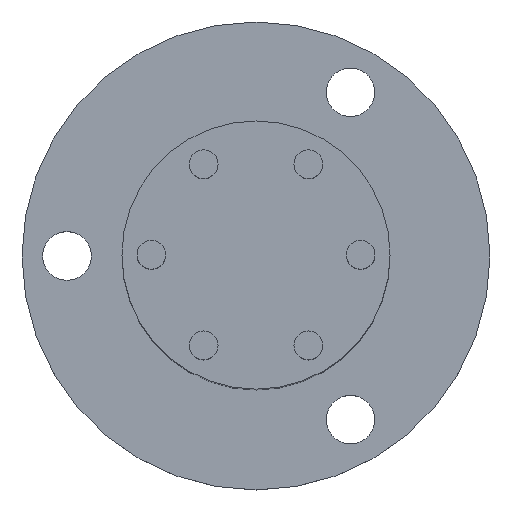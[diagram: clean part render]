
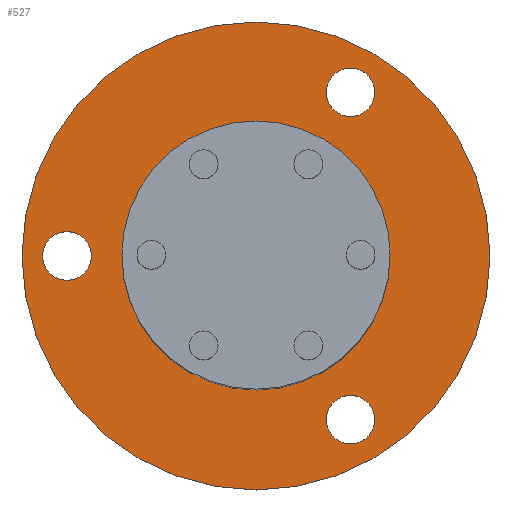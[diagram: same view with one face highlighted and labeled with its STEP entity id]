
A CAD part, top view. The second image highlights one B-rep face of the part: STEP entity #527.
In plain terms, the highlighted planar face has unit normal (0, 0, 1).
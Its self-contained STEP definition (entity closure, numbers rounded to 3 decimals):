
#10 = CARTESIAN_POINT ( 'NONE',  ( 10.5, -18.187, 16.3 ) ) ;
#14 = DIRECTION ( 'NONE',  ( 0., 0., -1. ) ) ;
#54 = DIRECTION ( 'NONE',  ( 0., 0., 1. ) ) ;
#69 = CIRCLE ( 'NONE', #354, 2.7 ) ;
#82 = AXIS2_PLACEMENT_3D ( 'NONE', #843, #401, #1438 ) ;
#124 = ORIENTED_EDGE ( 'NONE', *, *, #1736, .F. ) ;
#132 = VERTEX_POINT ( 'NONE', #304 ) ;
#146 = DIRECTION ( 'NONE',  ( 0., 0., 1. ) ) ;
#153 = DIRECTION ( 'NONE',  ( -1., 0., 0. ) ) ;
#187 = AXIS2_PLACEMENT_3D ( 'NONE', #564, #1595, #714 ) ;
#189 = VERTEX_POINT ( 'NONE', #730 ) ;
#193 = CARTESIAN_POINT ( 'NONE',  ( -14.9, 0., 16.3 ) ) ;
#199 = AXIS2_PLACEMENT_3D ( 'NONE', #928, #54, #1076 ) ;
#218 = VERTEX_POINT ( 'NONE', #906 ) ;
#222 = VERTEX_POINT ( 'NONE', #1066 ) ;
#228 = CIRCLE ( 'NONE', #199, 2.7 ) ;
#238 = CIRCLE ( 'NONE', #187, 14.9 ) ;
#263 = AXIS2_PLACEMENT_3D ( 'NONE', #1333, #446, #1483 ) ;
#268 = CIRCLE ( 'NONE', #644, 2.7 ) ;
#289 = CARTESIAN_POINT ( 'NONE',  ( 7.8, -18.187, 16.3 ) ) ;
#294 = AXIS2_PLACEMENT_3D ( 'NONE', #1026, #146, #1174 ) ;
#304 = CARTESIAN_POINT ( 'NONE',  ( 26., 0., 16.3 ) ) ;
#319 = VERTEX_POINT ( 'NONE', #1470 ) ;
#354 = AXIS2_PLACEMENT_3D ( 'NONE', #1560, #672, #1703 ) ;
#393 = CARTESIAN_POINT ( 'NONE',  ( 0., 0., 16.3 ) ) ;
#401 = DIRECTION ( 'NONE',  ( 0., 0., -1. ) ) ;
#413 = EDGE_CURVE ( 'NONE', #319, #218, #228, .T. ) ;
#417 = EDGE_LOOP ( 'NONE', ( #1303, #1523 ) ) ;
#433 = VERTEX_POINT ( 'NONE', #1222 ) ;
#446 = DIRECTION ( 'NONE',  ( 0., 0., -1. ) ) ;
#461 = EDGE_CURVE ( 'NONE', #218, #319, #1407, .T. ) ;
#527 = ADVANCED_FACE ( 'NONE', ( #1840, #740, #1526, #1082, #675 ), #1135, .F. ) ;
#539 = DIRECTION ( 'NONE',  ( -1., 0., 0. ) ) ;
#544 = EDGE_CURVE ( 'NONE', #1889, #1369, #238, .T. ) ;
#551 = CARTESIAN_POINT ( 'NONE',  ( 14.9, 0., 16.3 ) ) ;
#564 = CARTESIAN_POINT ( 'NONE',  ( 0., 0., 16.3 ) ) ;
#578 = ORIENTED_EDGE ( 'NONE', *, *, #1443, .F. ) ;
#597 = DIRECTION ( 'NONE',  ( 0., 0., 1. ) ) ;
#602 = DIRECTION ( 'NONE',  ( 0., 0., 1. ) ) ;
#615 = CIRCLE ( 'NONE', #771, 2.7 ) ;
#644 = AXIS2_PLACEMENT_3D ( 'NONE', #1482, #597, #1625 ) ;
#658 = ORIENTED_EDGE ( 'NONE', *, *, #544, .T. ) ;
#672 = DIRECTION ( 'NONE',  ( 0., 0., 1. ) ) ;
#675 = FACE_BOUND ( 'NONE', #1073, .T. ) ;
#683 = AXIS2_PLACEMENT_3D ( 'NONE', #1488, #602, #1630 ) ;
#714 = DIRECTION ( 'NONE',  ( -1., 0., 0. ) ) ;
#730 = CARTESIAN_POINT ( 'NONE',  ( 7.8, 18.187, 16.3 ) ) ;
#740 = FACE_BOUND ( 'NONE', #1285, .T. ) ;
#771 = AXIS2_PLACEMENT_3D ( 'NONE', #10, #1033, #153 ) ;
#801 = ORIENTED_EDGE ( 'NONE', *, *, #1015, .F. ) ;
#843 = CARTESIAN_POINT ( 'NONE',  ( 0., 0., 16.3 ) ) ;
#859 = EDGE_CURVE ( 'NONE', #189, #1821, #268, .T. ) ;
#884 = CARTESIAN_POINT ( 'NONE',  ( 0., 0., 16.3 ) ) ;
#902 = CARTESIAN_POINT ( 'NONE',  ( 13.2, 18.187, 16.3 ) ) ;
#906 = CARTESIAN_POINT ( 'NONE',  ( -23.7, 0., 16.3 ) ) ;
#928 = CARTESIAN_POINT ( 'NONE',  ( -21., 0., 16.3 ) ) ;
#947 = EDGE_CURVE ( 'NONE', #1821, #189, #69, .T. ) ;
#1007 = AXIS2_PLACEMENT_3D ( 'NONE', #884, #14, #1036 ) ;
#1015 = EDGE_CURVE ( 'NONE', #132, #433, #1067, .T. ) ;
#1026 = CARTESIAN_POINT ( 'NONE',  ( 10.5, -18.187, 16.3 ) ) ;
#1033 = DIRECTION ( 'NONE',  ( 0., 0., 1. ) ) ;
#1036 = DIRECTION ( 'NONE',  ( -1., 0., 0. ) ) ;
#1063 = EDGE_LOOP ( 'NONE', ( #124, #801 ) ) ;
#1066 = CARTESIAN_POINT ( 'NONE',  ( 13.2, -18.187, 16.3 ) ) ;
#1067 = CIRCLE ( 'NONE', #1134, 26. ) ;
#1073 = EDGE_LOOP ( 'NONE', ( #658, #1767 ) ) ;
#1076 = DIRECTION ( 'NONE',  ( -1., 0., 0. ) ) ;
#1082 = FACE_OUTER_BOUND ( 'NONE', #1063, .T. ) ;
#1094 = ORIENTED_EDGE ( 'NONE', *, *, #947, .F. ) ;
#1134 = AXIS2_PLACEMENT_3D ( 'NONE', #393, #1428, #539 ) ;
#1135 = PLANE ( 'NONE',  #82 ) ;
#1161 = VERTEX_POINT ( 'NONE', #289 ) ;
#1162 = CIRCLE ( 'NONE', #263, 26. ) ;
#1174 = DIRECTION ( 'NONE',  ( -1., 0., 0. ) ) ;
#1195 = EDGE_CURVE ( 'NONE', #1369, #1889, #1558, .T. ) ;
#1222 = CARTESIAN_POINT ( 'NONE',  ( -26., 0., 16.3 ) ) ;
#1285 = EDGE_LOOP ( 'NONE', ( #1717, #578 ) ) ;
#1303 = ORIENTED_EDGE ( 'NONE', *, *, #461, .F. ) ;
#1333 = CARTESIAN_POINT ( 'NONE',  ( 0., 0., 16.3 ) ) ;
#1369 = VERTEX_POINT ( 'NONE', #551 ) ;
#1407 = CIRCLE ( 'NONE', #683, 2.7 ) ;
#1428 = DIRECTION ( 'NONE',  ( 0., 0., -1. ) ) ;
#1438 = DIRECTION ( 'NONE',  ( -1., 0., 0. ) ) ;
#1443 = EDGE_CURVE ( 'NONE', #222, #1161, #1596, .T. ) ;
#1470 = CARTESIAN_POINT ( 'NONE',  ( -18.3, 0., 16.3 ) ) ;
#1482 = CARTESIAN_POINT ( 'NONE',  ( 10.5, 18.187, 16.3 ) ) ;
#1483 = DIRECTION ( 'NONE',  ( -1., 0., 0. ) ) ;
#1488 = CARTESIAN_POINT ( 'NONE',  ( -21., 0., 16.3 ) ) ;
#1523 = ORIENTED_EDGE ( 'NONE', *, *, #413, .F. ) ;
#1526 = FACE_BOUND ( 'NONE', #417, .T. ) ;
#1532 = ORIENTED_EDGE ( 'NONE', *, *, #859, .F. ) ;
#1558 = CIRCLE ( 'NONE', #1007, 14.9 ) ;
#1560 = CARTESIAN_POINT ( 'NONE',  ( 10.5, 18.187, 16.3 ) ) ;
#1595 = DIRECTION ( 'NONE',  ( 0., 0., -1. ) ) ;
#1596 = CIRCLE ( 'NONE', #294, 2.7 ) ;
#1625 = DIRECTION ( 'NONE',  ( -1., 0., 0. ) ) ;
#1630 = DIRECTION ( 'NONE',  ( -1., 0., 0. ) ) ;
#1664 = EDGE_LOOP ( 'NONE', ( #1532, #1094 ) ) ;
#1703 = DIRECTION ( 'NONE',  ( -1., 0., 0. ) ) ;
#1710 = EDGE_CURVE ( 'NONE', #1161, #222, #615, .T. ) ;
#1717 = ORIENTED_EDGE ( 'NONE', *, *, #1710, .F. ) ;
#1736 = EDGE_CURVE ( 'NONE', #433, #132, #1162, .T. ) ;
#1767 = ORIENTED_EDGE ( 'NONE', *, *, #1195, .T. ) ;
#1821 = VERTEX_POINT ( 'NONE', #902 ) ;
#1840 = FACE_BOUND ( 'NONE', #1664, .T. ) ;
#1889 = VERTEX_POINT ( 'NONE', #193 ) ;
